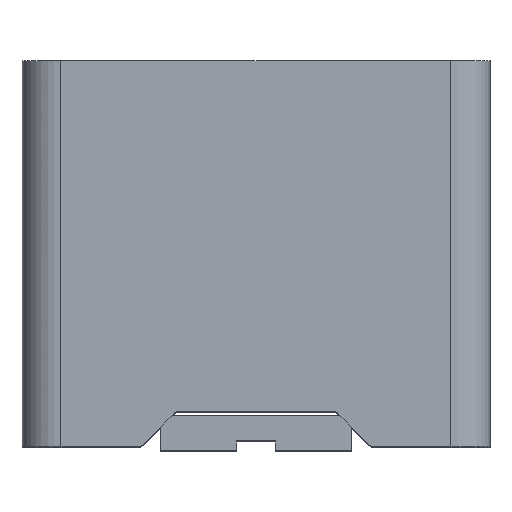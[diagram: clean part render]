
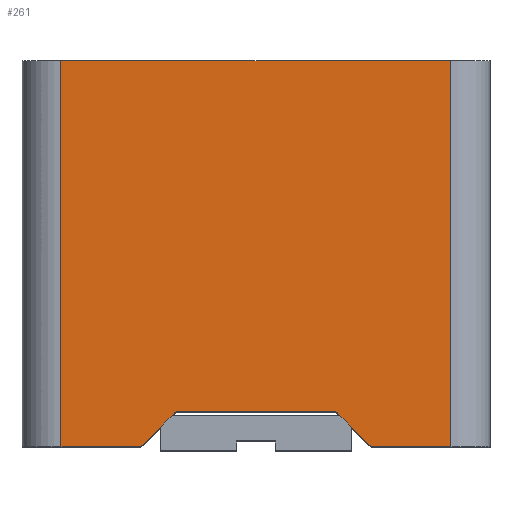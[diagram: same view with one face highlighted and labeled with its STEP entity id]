
A CAD part, top view. The second image highlights one B-rep face of the part: STEP entity #261.
In plain terms, the highlighted planar face has unit normal (0, 0, 1).
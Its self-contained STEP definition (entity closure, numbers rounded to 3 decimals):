
#1 = CARTESIAN_POINT ( 'NONE',  ( 2.45, 0.6, 6. ) ) ;
#24 = ORIENTED_EDGE ( 'NONE', *, *, #783, .T. ) ;
#38 = EDGE_CURVE ( 'NONE', #791, #414, #1550, .T. ) ;
#49 = VERTEX_POINT ( 'NONE', #1701 ) ;
#80 = VECTOR ( 'NONE', #1057, 1000. ) ;
#97 = ORIENTED_EDGE ( 'NONE', *, *, #1338, .F. ) ;
#113 = CARTESIAN_POINT ( 'NONE',  ( 2.95, 0.1, 6. ) ) ;
#131 = LINE ( 'NONE', #432, #805 ) ;
#159 = VECTOR ( 'NONE', #403, 1000. ) ;
#175 = AXIS2_PLACEMENT_3D ( 'NONE', #1098, #748, #244 ) ;
#193 = CARTESIAN_POINT ( 'NONE',  ( -2.95, 0.1, 6. ) ) ;
#201 = EDGE_CURVE ( 'NONE', #1072, #1026, #804, .T. ) ;
#227 = CARTESIAN_POINT ( 'NONE',  ( -2.95, 0.1, 6. ) ) ;
#244 = DIRECTION ( 'NONE',  ( 1., 0., 0. ) ) ;
#248 = ORIENTED_EDGE ( 'NONE', *, *, #1733, .T. ) ;
#261 = ADVANCED_FACE ( 'NONE', ( #588 ), #1676, .T. ) ;
#314 = ORIENTED_EDGE ( 'NONE', *, *, #2015, .T. ) ;
#315 = CARTESIAN_POINT ( 'NONE',  ( 5., 10., 6. ) ) ;
#391 = LINE ( 'NONE', #1947, #759 ) ;
#403 = DIRECTION ( 'NONE',  ( 0.707, 0.707, 0. ) ) ;
#414 = VERTEX_POINT ( 'NONE', #1005 ) ;
#432 = CARTESIAN_POINT ( 'NONE',  ( 0.475, 3.525, 6. ) ) ;
#453 = CARTESIAN_POINT ( 'NONE',  ( -2.05, 1., 6. ) ) ;
#461 = VERTEX_POINT ( 'NONE', #315 ) ;
#468 = DIRECTION ( 'NONE',  ( 1., 0., 0. ) ) ;
#485 = DIRECTION ( 'NONE',  ( 0.707, -0.707, 0. ) ) ;
#494 = VECTOR ( 'NONE', #485, 1000. ) ;
#513 = CARTESIAN_POINT ( 'NONE',  ( 2.45, 0.6, 6. ) ) ;
#574 = CARTESIAN_POINT ( 'NONE',  ( -2.15, 0.9, 6. ) ) ;
#579 = ORIENTED_EDGE ( 'NONE', *, *, #201, .F. ) ;
#588 = FACE_OUTER_BOUND ( 'NONE', #1433, .T. ) ;
#595 = VERTEX_POINT ( 'NONE', #1406 ) ;
#635 = ORIENTED_EDGE ( 'NONE', *, *, #38, .T. ) ;
#640 = EDGE_CURVE ( 'NONE', #2184, #49, #131, .T. ) ;
#677 = DIRECTION ( 'NONE',  ( -0.707, 0.707, 0. ) ) ;
#684 = CARTESIAN_POINT ( 'NONE',  ( 2.15, 0.9, 6. ) ) ;
#716 = EDGE_CURVE ( 'NONE', #1072, #791, #1013, .T. ) ;
#717 = ORIENTED_EDGE ( 'NONE', *, *, #2244, .T. ) ;
#748 = DIRECTION ( 'NONE',  ( 0., 0., 1. ) ) ;
#755 = LINE ( 'NONE', #2231, #1263 ) ;
#759 = VECTOR ( 'NONE', #1769, 1000. ) ;
#765 = VECTOR ( 'NONE', #833, 1000. ) ;
#780 = LINE ( 'NONE', #574, #159 ) ;
#783 = EDGE_CURVE ( 'NONE', #1078, #1666, #2092, .T. ) ;
#791 = VERTEX_POINT ( 'NONE', #1183 ) ;
#793 = VERTEX_POINT ( 'NONE', #1351 ) ;
#800 = ORIENTED_EDGE ( 'NONE', *, *, #640, .T. ) ;
#804 = LINE ( 'NONE', #892, #1216 ) ;
#805 = VECTOR ( 'NONE', #1133, 1000. ) ;
#833 = DIRECTION ( 'NONE',  ( 0.707, -0.707, 0. ) ) ;
#892 = CARTESIAN_POINT ( 'NONE',  ( -6.475, 9.525, 6. ) ) ;
#933 = VECTOR ( 'NONE', #1970, 1000. ) ;
#959 = EDGE_CURVE ( 'NONE', #461, #414, #391, .T. ) ;
#975 = LINE ( 'NONE', #227, #1802 ) ;
#1005 = CARTESIAN_POINT ( 'NONE',  ( 5., 0.1, 6. ) ) ;
#1013 = LINE ( 'NONE', #513, #765 ) ;
#1022 = VERTEX_POINT ( 'NONE', #193 ) ;
#1026 = VERTEX_POINT ( 'NONE', #684 ) ;
#1034 = LINE ( 'NONE', #1368, #933 ) ;
#1057 = DIRECTION ( 'NONE',  ( 0., -1., 0. ) ) ;
#1072 = VERTEX_POINT ( 'NONE', #1 ) ;
#1078 = VERTEX_POINT ( 'NONE', #1948 ) ;
#1094 = ORIENTED_EDGE ( 'NONE', *, *, #1879, .T. ) ;
#1098 = CARTESIAN_POINT ( 'NONE',  ( -6., 10., 6. ) ) ;
#1133 = DIRECTION ( 'NONE',  ( 0.707, 0.707, 0. ) ) ;
#1153 = DIRECTION ( 'NONE',  ( 0.707, 0.707, 0. ) ) ;
#1176 = CARTESIAN_POINT ( 'NONE',  ( 2.05, 1., 6. ) ) ;
#1183 = CARTESIAN_POINT ( 'NONE',  ( 2.95, 0.1, 6. ) ) ;
#1213 = LINE ( 'NONE', #1950, #80 ) ;
#1216 = VECTOR ( 'NONE', #677, 1000. ) ;
#1256 = ORIENTED_EDGE ( 'NONE', *, *, #2122, .T. ) ;
#1263 = VECTOR ( 'NONE', #1458, 1000. ) ;
#1338 = EDGE_CURVE ( 'NONE', #595, #461, #1034, .T. ) ;
#1343 = DIRECTION ( 'NONE',  ( 1., 0., 0. ) ) ;
#1351 = CARTESIAN_POINT ( 'NONE',  ( -5., 0.1, 6. ) ) ;
#1368 = CARTESIAN_POINT ( 'NONE',  ( -5., 10., 6. ) ) ;
#1400 = ORIENTED_EDGE ( 'NONE', *, *, #716, .T. ) ;
#1406 = CARTESIAN_POINT ( 'NONE',  ( -5., 10., 6. ) ) ;
#1433 = EDGE_LOOP ( 'NONE', ( #579, #1400, #635, #1748, #97, #717, #314, #248, #800, #1094, #24, #1256 ) ) ;
#1458 = DIRECTION ( 'NONE',  ( 1., 0., 0. ) ) ;
#1550 = LINE ( 'NONE', #113, #2000 ) ;
#1580 = CARTESIAN_POINT ( 'NONE',  ( -2.45, 0.6, 6. ) ) ;
#1666 = VERTEX_POINT ( 'NONE', #1176 ) ;
#1676 = PLANE ( 'NONE',  #175 ) ;
#1701 = CARTESIAN_POINT ( 'NONE',  ( -2.15, 0.9, 6. ) ) ;
#1712 = VECTOR ( 'NONE', #1343, 1000. ) ;
#1733 = EDGE_CURVE ( 'NONE', #1022, #2184, #975, .T. ) ;
#1748 = ORIENTED_EDGE ( 'NONE', *, *, #959, .F. ) ;
#1769 = DIRECTION ( 'NONE',  ( 0., -1., 0. ) ) ;
#1802 = VECTOR ( 'NONE', #1153, 1000. ) ;
#1879 = EDGE_CURVE ( 'NONE', #49, #1078, #780, .T. ) ;
#1912 = CARTESIAN_POINT ( 'NONE',  ( 2.05, 1., 6. ) ) ;
#1947 = CARTESIAN_POINT ( 'NONE',  ( 5., 10., 6. ) ) ;
#1948 = CARTESIAN_POINT ( 'NONE',  ( -2.05, 1., 6. ) ) ;
#1950 = CARTESIAN_POINT ( 'NONE',  ( -5., 10., 6. ) ) ;
#1970 = DIRECTION ( 'NONE',  ( 1., 0., 0. ) ) ;
#2000 = VECTOR ( 'NONE', #468, 1000. ) ;
#2015 = EDGE_CURVE ( 'NONE', #793, #1022, #755, .T. ) ;
#2092 = LINE ( 'NONE', #453, #1712 ) ;
#2100 = LINE ( 'NONE', #1912, #494 ) ;
#2122 = EDGE_CURVE ( 'NONE', #1666, #1026, #2100, .T. ) ;
#2184 = VERTEX_POINT ( 'NONE', #1580 ) ;
#2231 = CARTESIAN_POINT ( 'NONE',  ( -5., 0.1, 6. ) ) ;
#2244 = EDGE_CURVE ( 'NONE', #595, #793, #1213, .T. ) ;
